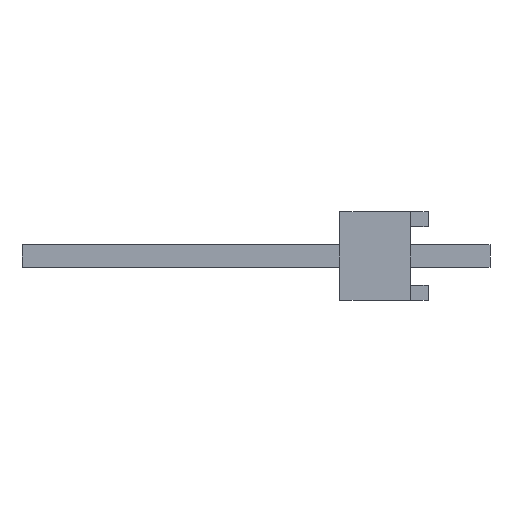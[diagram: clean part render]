
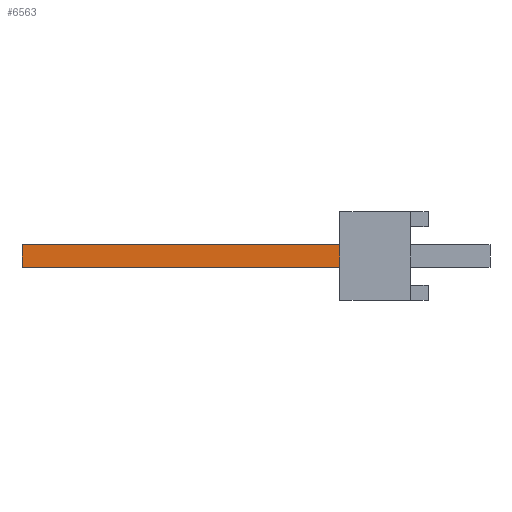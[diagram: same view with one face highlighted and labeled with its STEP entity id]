
A CAD part, left-side view. The second image highlights one B-rep face of the part: STEP entity #6563.
In plain terms, the highlighted planar face has unit normal (-1, 0, 0).
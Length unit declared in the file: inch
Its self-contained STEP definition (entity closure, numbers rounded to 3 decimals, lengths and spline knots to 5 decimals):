
#1627=ORIENTED_EDGE('',*,*,#2705,.F.);
#1628=ORIENTED_EDGE('',*,*,#2628,.F.);
#1629=ORIENTED_EDGE('',*,*,#2690,.T.);
#1630=ORIENTED_EDGE('',*,*,#2659,.T.);
#2628=EDGE_CURVE('',#3256,#3253,#4110,.T.);
#2659=EDGE_CURVE('',#3288,#3287,#4141,.T.);
#2690=EDGE_CURVE('',#3256,#3288,#4172,.T.);
#2705=EDGE_CURVE('',#3253,#3287,#4187,.T.);
#3253=VERTEX_POINT('',#10169);
#3256=VERTEX_POINT('',#10174);
#3287=VERTEX_POINT('',#10244);
#3288=VERTEX_POINT('',#10246);
#4110=LINE('',#10175,#5016);
#4141=LINE('',#10245,#5047);
#4172=LINE('',#10313,#5078);
#4187=LINE('',#10336,#5093);
#5016=VECTOR('',#8346,39.37008);
#5047=VECTOR('',#8393,39.37008);
#5078=VECTOR('',#8440,39.37008);
#5093=VECTOR('',#8471,39.37008);
#5465=EDGE_LOOP('',(#1627,#1628,#1629,#1630));
#5847=FACE_BOUND('',#5465,.T.);
#6213=PLANE('',#6940);
#6563=ADVANCED_FACE('',(#5847),#6213,.F.);
#6940=AXIS2_PLACEMENT_3D('',#10335,#8469,#8470);
#8346=DIRECTION('',(0.,-1.,0.));
#8393=DIRECTION('',(0.,-1.,0.));
#8440=DIRECTION('',(0.,0.,-1.));
#8469=DIRECTION('',(1.,0.,0.));
#8470=DIRECTION('',(0.,0.,-1.));
#8471=DIRECTION('',(0.,0.,-1.));
#10169=CARTESIAN_POINT('',(-0.3625,0.125,0.0125));
#10174=CARTESIAN_POINT('',(-0.3625,0.53,0.0125));
#10175=CARTESIAN_POINT('',(-0.3625,0.53,0.0125));
#10244=CARTESIAN_POINT('',(-0.3625,0.125,-0.0125));
#10245=CARTESIAN_POINT('',(-0.3625,0.53,-0.0125));
#10246=CARTESIAN_POINT('',(-0.3625,0.53,-0.0125));
#10313=CARTESIAN_POINT('',(-0.3625,0.53,0.0125));
#10335=CARTESIAN_POINT('',(-0.3625,0.53,0.0125));
#10336=CARTESIAN_POINT('',(-0.3625,0.125,0.0125));
